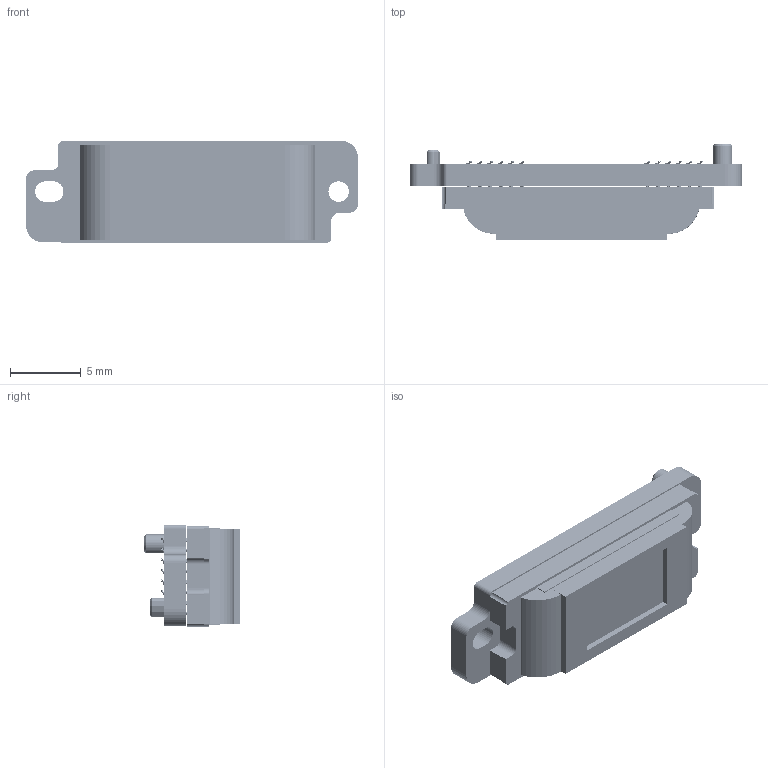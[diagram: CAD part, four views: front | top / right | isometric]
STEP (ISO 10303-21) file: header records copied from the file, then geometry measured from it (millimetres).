
FILE_DESCRIPTION(/* description */ (''),/* implementation_level */ '2;1');
FILE_NAME(/* name */ 'DLP3310_with_interposer.step',/* time_stamp */ '2019-09-10T22:19:36+02:00',/* author */ (''),/* organization */ (''),/* preprocessor_version */ 'ST-DEVELOPER v18',/* originating_system */ 'Autodesk Translation Framework v8.6.0.1094',/* authorisation */ '');
FILE_SCHEMA (('AUTOMOTIVE_DESIGN { 1 0 10303 214 3 1 1 }'));
Length unit declared in the file: millimetre
Products named in the file (104): DLP_Assembly; DLP3310; BBX0092CMMHFAU00; 92pos-interposer; 92pos core [315}; 92pos AD top [315]; 92pos AD top [315] (1); 92pos cvl top [315]; 92pos cvl bottom [315]; flange_TOP&BOTTOM; flange_TOP&BOTTOM_1; flange_TOP&BOTTOM_2; flange_TOP&BOTTOM_3; flange_TOP&BOTTOM_4; flange_TOP&BOTTOM_5; flange_TOP&BOTTOM_6; flange_TOP&BOTTOM_7; flange_TOP&BOTTOM_8; flange_TOP&BOTTOM_9; flange_TOP&BOTTOM_10; flange_TOP&BOTTOM_11; flange_TOP&BOTTOM_12; flange_TOP&BOTTOM_13; flange_TOP&BOTTOM_14; flange_TOP&BOTTOM_15; flange_TOP&BOTTOM_16; flange_TOP&BOTTOM_17; flange_TOP&BOTTOM_18; flange_TOP&BOTTOM_19; flange_TOP&BOTTOM_20; flange_TOP&BOTTOM_21; flange_TOP&BOTTOM_22; flange_TOP&BOTTOM_23; flange_TOP&BOTTOM_24; flange_TOP&BOTTOM_25; flange_TOP&BOTTOM_26; flange_TOP&BOTTOM_27; flange_TOP&BOTTOM_28; flange_TOP&BOTTOM_29; flange_TOP&BOTTOM_30 ...
Assembly tree (286 placements, depth 5):
  DLP_Assembly
    DLP3310
    BBX0092CMMHFAU00
      92pos-interposer
        92pos core [315}
        92pos AD top [315]
        92pos AD top [315] (1)
        92pos cvl top [315]
        92pos cvl bottom [315]
        flange_TOP&BOTTOM
          flange  x2
        flange_TOP&BOTTOM_1
          flange  x2
        flange_TOP&BOTTOM_2
          flange  x2
        flange_TOP&BOTTOM_3
          flange  x2
        flange_TOP&BOTTOM_4
          flange  x2
        flange_TOP&BOTTOM_5
          flange  x2
        flange_TOP&BOTTOM_6
          flange  x2
        flange_TOP&BOTTOM_7
          flange  x2
        flange_TOP&BOTTOM_8
          flange  x2
        flange_TOP&BOTTOM_9
          flange  x2
        flange_TOP&BOTTOM_10
          flange  x2
        flange_TOP&BOTTOM_11
          flange  x2
        flange_TOP&BOTTOM_12
          flange  x2
        flange_TOP&BOTTOM_13
          flange  x2
        flange_TOP&BOTTOM_14
          flange  x2
        flange_TOP&BOTTOM_15
          flange  x2
        flange_TOP&BOTTOM_16
          flange  x2
        flange_TOP&BOTTOM_17
          flange  x2
        flange_TOP&BOTTOM_18
          flange  x2
        flange_TOP&BOTTOM_19
          flange  x2
        flange_TOP&BOTTOM_20
          flange  x2
        flange_TOP&BOTTOM_21
          flange  x2
        flange_TOP&BOTTOM_22
          flange  x2
        flange_TOP&BOTTOM_23
          flange  x2
        flange_TOP&BOTTOM_24
          flange  x2
        flange_TOP&BOTTOM_25
Bounding box: 23.5 x 6.82 x 7.26 mm (x, y, z)
Volume: 587.4 mm3; surface area: 2013.2 mm2
Topology: 192 solids, 193 shells, 9964 faces, 24320 edges, 14842 vertices
Faces by surface type: plane 6987, cylinder 2606, bspline 368, cone 3
Full cylindrical faces by diameter (mm): 0.08 x2, 0.25 x92, 0.5 x184, 0.59 x92, 1.2 x4, 1.365 x1, 1.445 x5, 1.6 x8
Entity records: 83790 total; most frequent: DIRECTION 14318, CARTESIAN_POINT 14058, ORIENTED_EDGE 13504, EDGE_CURVE 6752, AXIS2_PLACEMENT_3D 4908, VERTEX_POINT 4594, LINE 4502, VECTOR 4502
